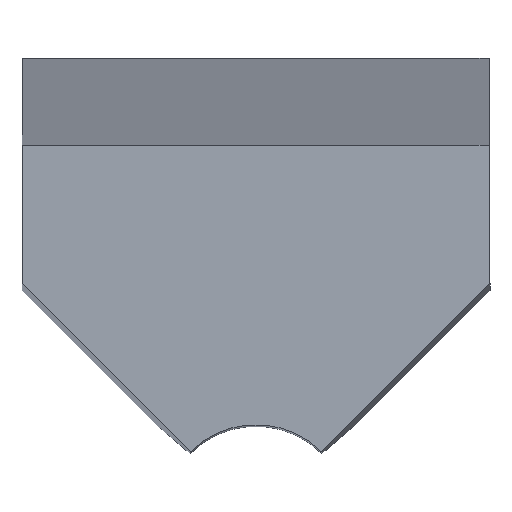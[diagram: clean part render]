
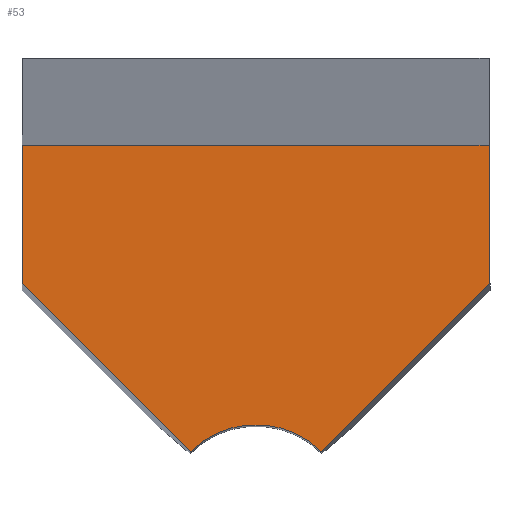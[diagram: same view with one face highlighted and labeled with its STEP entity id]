
A CAD part, top view. The second image highlights one B-rep face of the part: STEP entity #53.
In plain terms, the highlighted planar face has unit normal (0, 0, 1).
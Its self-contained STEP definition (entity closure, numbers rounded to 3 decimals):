
#53=ADVANCED_FACE('',(#152),#154,.F.);
#152=FACE_BOUND('',#153,.T.);
#153=EDGE_LOOP('',(#229,#230,#231,#232,#233,#234,#235,#236));
#154=PLANE('',#155);
#155=AXIS2_PLACEMENT_3D('',#156,#157,#158);
#156=CARTESIAN_POINT('',(0.,0.,400.));
#157=DIRECTION('',(0.,0.,-1.));
#158=DIRECTION('',(1.,0.,0.));
#229=ORIENTED_EDGE('',*,*,#283,.T.);
#230=ORIENTED_EDGE('',*,*,#284,.T.);
#231=ORIENTED_EDGE('',*,*,#285,.T.);
#232=ORIENTED_EDGE('',*,*,#286,.T.);
#233=ORIENTED_EDGE('',*,*,#287,.F.);
#234=ORIENTED_EDGE('',*,*,#288,.T.);
#235=ORIENTED_EDGE('',*,*,#289,.T.);
#236=ORIENTED_EDGE('',*,*,#290,.T.);
#283=EDGE_CURVE('',#310,#311,#312,.F.);
#284=EDGE_CURVE('',#311,#313,#314,.T.);
#285=EDGE_CURVE('',#313,#315,#316,.T.);
#286=EDGE_CURVE('',#315,#317,#318,.T.);
#287=EDGE_CURVE('',#319,#317,#320,.T.);
#288=EDGE_CURVE('',#319,#321,#322,.T.);
#289=EDGE_CURVE('',#321,#323,#324,.T.);
#290=EDGE_CURVE('',#323,#310,#325,.F.);
#310=VERTEX_POINT('',#355);
#311=VERTEX_POINT('',#356);
#312=CIRCLE('',#357,10.);
#313=VERTEX_POINT('',#361);
#314=LINE('',#362,#363);
#315=VERTEX_POINT('',#365);
#316=LINE('',#366,#367);
#317=VERTEX_POINT('',#369);
#318=LINE('',#370,#371);
#319=VERTEX_POINT('',#373);
#320=LINE('',#374,#375);
#321=VERTEX_POINT('',#377);
#322=LINE('',#378,#379);
#323=VERTEX_POINT('',#381);
#324=LINE('',#382,#383);
#325=LINE('',#385,#386);
#355=CARTESIAN_POINT('',(-7.071,7.071,400.));
#356=CARTESIAN_POINT('',(7.071,7.071,400.));
#357=AXIS2_PLACEMENT_3D('',#358,#359,#360);
#358=CARTESIAN_POINT('',(0.,0.,400.));
#359=DIRECTION('',(0.,0.,1.));
#360=DIRECTION('',(0.707,0.707,0.));
#361=CARTESIAN_POINT('',(25.106,25.106,400.));
#362=CARTESIAN_POINT('',(7.071,7.071,400.));
#363=VECTOR('',#364,1.);
#364=DIRECTION('',(0.707,0.707,0.));
#365=CARTESIAN_POINT('',(25.,25.106,400.));
#366=CARTESIAN_POINT('',(25.106,25.106,400.));
#367=VECTOR('',#368,1.);
#368=DIRECTION('',(-1.,0.,0.));
#369=CARTESIAN_POINT('',(25.,40.,400.));
#370=CARTESIAN_POINT('',(25.,25.106,400.));
#371=VECTOR('',#372,1.);
#372=DIRECTION('',(0.,1.,0.));
#373=CARTESIAN_POINT('',(-25.056,40.,400.));
#374=CARTESIAN_POINT('',(-25.056,40.,400.));
#375=VECTOR('',#376,1.);
#376=DIRECTION('',(1.,0.,0.));
#377=CARTESIAN_POINT('',(-25.056,25.106,400.));
#378=CARTESIAN_POINT('',(-25.056,40.,400.));
#379=VECTOR('',#380,1.);
#380=DIRECTION('',(0.,-1.,0.));
#381=CARTESIAN_POINT('',(-25.106,25.106,400.));
#382=CARTESIAN_POINT('',(-25.056,25.106,400.));
#383=VECTOR('',#384,1.);
#384=DIRECTION('',(-1.,0.,0.));
#385=CARTESIAN_POINT('',(-7.071,7.071,400.));
#386=VECTOR('',#387,1.);
#387=DIRECTION('',(-0.707,0.707,0.));
